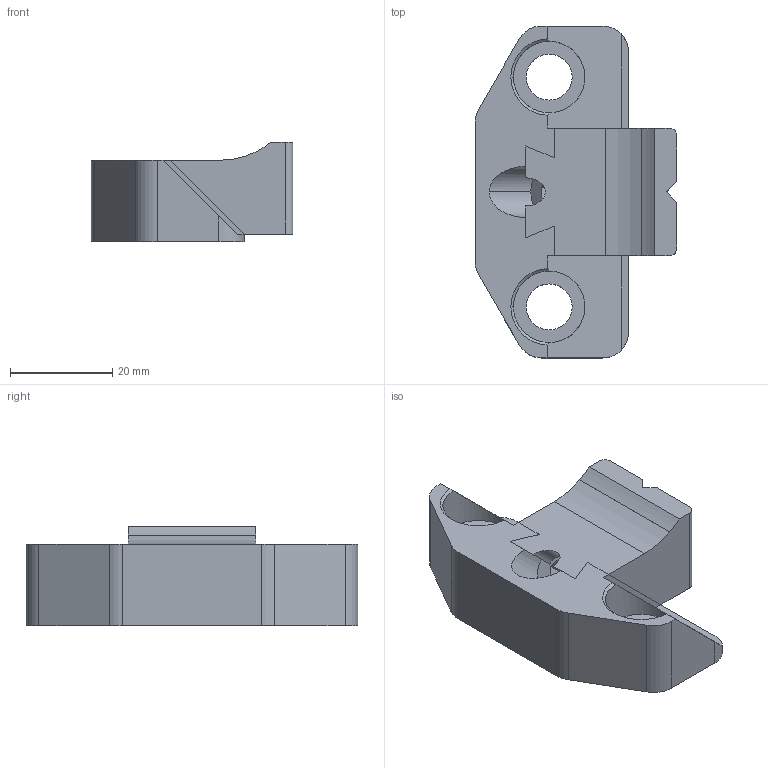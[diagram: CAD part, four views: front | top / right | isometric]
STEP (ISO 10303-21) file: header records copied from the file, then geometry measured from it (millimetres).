
FILE_DESCRIPTION (( 'STEP AP203' ), '1' );
FILE_NAME ('cp105-08116.STEP', '2021-10-25T23:49:51', ( '' ), ( '' ), 'SwSTEP 2.0', 'SolidWorks 2020', '' );
FILE_SCHEMA (( 'CONFIG_CONTROL_DESIGN' ));
Length unit declared in the file: millimetre
Products named in the file (3): cp105-08116_02; cp105-08116; cp105-08116_01
Assembly tree (2 placements, depth 2):
  cp105-08116
    cp105-08116_01
    cp105-08116_02
Bounding box: 39.5 x 65 x 19.5 mm (x, y, z)
Volume: 23375.7 mm3; surface area: 9330.5 mm2
Topology: 2 solids, 2 shells, 86 faces, 232 edges, 151 vertices
Faces by surface type: plane 58, cylinder 22, cone 4, bspline 2
Entity records: 3002 total; most frequent: CARTESIAN_POINT 549, ORIENTED_EDGE 464, DIRECTION 436, EDGE_CURVE 232, VECTOR 168, LINE 168, VERTEX_POINT 151, AXIS2_PLACEMENT_3D 134
